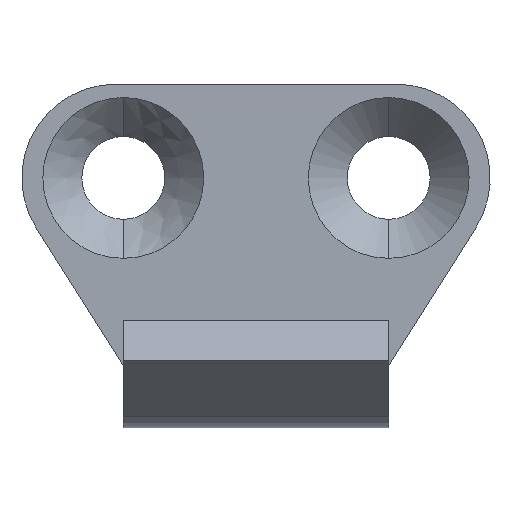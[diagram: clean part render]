
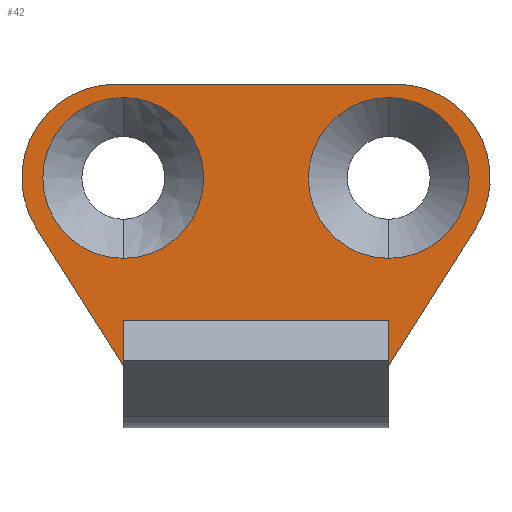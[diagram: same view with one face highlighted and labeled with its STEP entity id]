
A CAD part, front view. The second image highlights one B-rep face of the part: STEP entity #42.
In plain terms, the highlighted planar face has unit normal (0, -1, 0).
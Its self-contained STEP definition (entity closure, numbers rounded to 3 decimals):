
#42=ADVANCED_FACE('',(#85,#86,#87),#84,.F.);
#84=PLANE('',#321);
#85=FACE_OUTER_BOUND('',#322,.T.);
#86=FACE_BOUND('',#323,.T.);
#87=FACE_BOUND('',#324,.T.);
#318=CARTESIAN_POINT('',(-19.16,0.,-13.8));
#319=DIRECTION('',(0.,1.,0.));
#320=DIRECTION('',(0.,0.,1.));
#321=AXIS2_PLACEMENT_3D('',#318,#319,#320);
#322=EDGE_LOOP('',(#464,#465,#466,#467,#468,#469,#470,#471));
#323=EDGE_LOOP('',(#472,#473));
#324=EDGE_LOOP('',(#474,#475));
#464=ORIENTED_EDGE('',*,*,#583,.T.);
#465=ORIENTED_EDGE('',*,*,#584,.T.);
#466=ORIENTED_EDGE('',*,*,#585,.T.);
#467=ORIENTED_EDGE('',*,*,#586,.T.);
#468=ORIENTED_EDGE('',*,*,#579,.F.);
#469=ORIENTED_EDGE('',*,*,#587,.F.);
#470=ORIENTED_EDGE('',*,*,#588,.F.);
#471=ORIENTED_EDGE('',*,*,#589,.T.);
#472=ORIENTED_EDGE('',*,*,#590,.T.);
#473=ORIENTED_EDGE('',*,*,#591,.T.);
#474=ORIENTED_EDGE('',*,*,#592,.T.);
#475=ORIENTED_EDGE('',*,*,#593,.T.);
#579=EDGE_CURVE('',#651,#636,#658,.T.);
#583=EDGE_CURVE('',#684,#685,#686,.T.);
#584=EDGE_CURVE('',#685,#692,#693,.T.);
#585=EDGE_CURVE('',#692,#699,#700,.T.);
#586=EDGE_CURVE('',#699,#636,#706,.T.);
#587=EDGE_CURVE('',#712,#651,#713,.T.);
#588=EDGE_CURVE('',#719,#712,#720,.T.);
#589=EDGE_CURVE('',#719,#684,#726,.T.);
#590=EDGE_CURVE('',#732,#733,#734,.T.);
#591=EDGE_CURVE('',#733,#732,#740,.T.);
#592=EDGE_CURVE('',#746,#747,#748,.T.);
#593=EDGE_CURVE('',#747,#746,#754,.T.);
#636=VERTEX_POINT('',#1034);
#651=VERTEX_POINT('',#1044);
#658=LINE('',#1049,#1050);
#684=VERTEX_POINT('',#1063);
#685=VERTEX_POINT('',#1064);
#686=LINE('',#1065,#1066);
#692=VERTEX_POINT('',#1068);
#693=CIRCLE('',#1072,6.);
#699=VERTEX_POINT('',#1073);
#700=LINE('',#1074,#1075);
#706=LINE('',#1077,#1078);
#712=VERTEX_POINT('',#1080);
#713=LINE('',#1081,#1082);
#719=VERTEX_POINT('',#1084);
#720=LINE('',#1085,#1086);
#726=CIRCLE('',#1091,6.);
#732=VERTEX_POINT('',#1092);
#733=VERTEX_POINT('',#1093);
#734=CIRCLE('',#1097,5.15);
#740=CIRCLE('',#1101,5.15);
#746=VERTEX_POINT('',#1102);
#747=VERTEX_POINT('',#1103);
#748=CIRCLE('',#1107,5.15);
#754=CIRCLE('',#1111,5.15);
#1034=CARTESIAN_POINT('',(-8.5,0.,-11.));
#1044=CARTESIAN_POINT('',(8.5,0.,-11.));
#1049=CARTESIAN_POINT('',(8.5,0.,-11.));
#1050=VECTOR('',#1051,17.);
#1051=DIRECTION('',(-1.,0.,0.));
#1063=CARTESIAN_POINT('',(9.,0.,6.));
#1064=CARTESIAN_POINT('',(-9.,0.,6.));
#1065=CARTESIAN_POINT('',(9.,0.,6.));
#1066=VECTOR('',#1067,18.);
#1067=DIRECTION('',(-1.,0.,0.));
#1068=CARTESIAN_POINT('',(-14.068,0.,-3.211));
#1069=CARTESIAN_POINT('',(-9.,0.,0.));
#1070=DIRECTION('',(0.,-1.,0.));
#1071=DIRECTION('',(0.,0.,1.));
#1072=AXIS2_PLACEMENT_3D('',#1069,#1070,#1071);
#1073=CARTESIAN_POINT('',(-8.5,0.,-12.));
#1074=CARTESIAN_POINT('',(-14.068,0.,-3.211));
#1075=VECTOR('',#1076,10.404);
#1076=DIRECTION('',(0.535,0.,-0.845));
#1077=CARTESIAN_POINT('',(-8.5,0.,-12.));
#1078=VECTOR('',#1079,1.);
#1079=DIRECTION('',(0.,0.,1.));
#1080=CARTESIAN_POINT('',(8.5,0.,-12.));
#1081=CARTESIAN_POINT('',(8.5,0.,-12.));
#1082=VECTOR('',#1083,1.);
#1083=DIRECTION('',(0.,0.,1.));
#1084=CARTESIAN_POINT('',(14.068,0.,-3.211));
#1085=CARTESIAN_POINT('',(14.068,0.,-3.211));
#1086=VECTOR('',#1087,10.404);
#1087=DIRECTION('',(-0.535,0.,-0.845));
#1088=CARTESIAN_POINT('',(9.,0.,0.));
#1089=DIRECTION('',(0.,-1.,0.));
#1090=DIRECTION('',(0.,0.,1.));
#1091=AXIS2_PLACEMENT_3D('',#1088,#1089,#1090);
#1092=CARTESIAN_POINT('',(-8.5,0.,5.15));
#1093=CARTESIAN_POINT('',(-8.5,0.,-5.15));
#1094=CARTESIAN_POINT('',(-8.5,0.,0.));
#1095=DIRECTION('',(0.,1.,0.));
#1096=DIRECTION('',(0.,0.,1.));
#1097=AXIS2_PLACEMENT_3D('',#1094,#1095,#1096);
#1098=CARTESIAN_POINT('',(-8.5,0.,0.));
#1099=DIRECTION('',(0.,1.,0.));
#1100=DIRECTION('',(0.,0.,1.));
#1101=AXIS2_PLACEMENT_3D('',#1098,#1099,#1100);
#1102=CARTESIAN_POINT('',(8.5,0.,5.15));
#1103=CARTESIAN_POINT('',(8.5,0.,-5.15));
#1104=CARTESIAN_POINT('',(8.5,0.,0.));
#1105=DIRECTION('',(0.,1.,0.));
#1106=DIRECTION('',(0.,0.,1.));
#1107=AXIS2_PLACEMENT_3D('',#1104,#1105,#1106);
#1108=CARTESIAN_POINT('',(8.5,0.,0.));
#1109=DIRECTION('',(0.,1.,0.));
#1110=DIRECTION('',(0.,0.,1.));
#1111=AXIS2_PLACEMENT_3D('',#1108,#1109,#1110);
